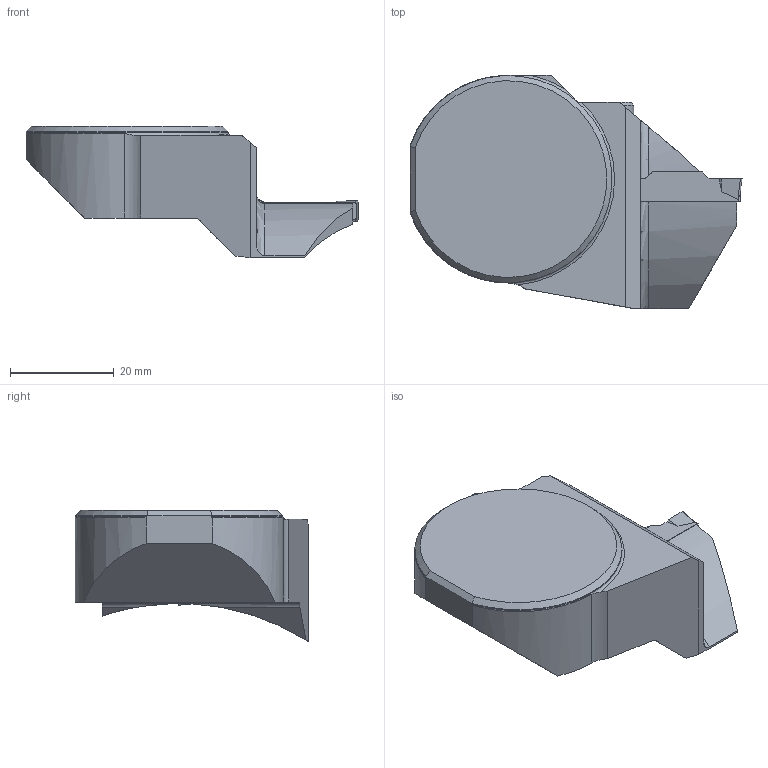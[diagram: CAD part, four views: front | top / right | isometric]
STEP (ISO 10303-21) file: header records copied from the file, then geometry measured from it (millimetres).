
FILE_DESCRIPTION(/* description */ (''),/* implementation_level */ '2;1');
FILE_NAME(/* name */ 'TOOLASSEMBLY_1.STP',/* time_stamp */ '2023-04-25T12:46:42+02:00',/* author */ (''),/* organization */ ('SMS'),/* preprocessor_version */ 'ST-DEVELOPER v16.7',/* originating_system */ 'SIEMENS PLM Software NX 12.0',/* authorisation */ '');
FILE_SCHEMA (('AUTOMOTIVE_DESIGN { 1 0 10303 214 3 1 1 1 }'));
Length unit declared in the file: millimetre
Products named in the file (4): ASSEMBLY_CONSTRUCTION; CUT_20230425124543; NOCUT_20230425124413; TOOLASSEMBLY_1
Assembly tree (3 placements, depth 2):
  TOOLASSEMBLY_1
    NOCUT_20230425124413
    CUT_20230425124543
    ASSEMBLY_CONSTRUCTION
Bounding box: 64.1 x 45.05 x 25.35 mm (x, y, z)
Volume: 28518 mm3; surface area: 7163.4 mm2
Topology: 2 solids, 2 shells, 77 faces, 214 edges, 147 vertices
Faces by surface type: plane 48, cylinder 17, cone 5, extrusion 4, torus 3
Entity records: 3709 total; most frequent: CARTESIAN_POINT 1575, ORIENTED_EDGE 424, DIRECTION 410, EDGE_CURVE 212, AXIS2_PLACEMENT_3D 141, VERTEX_POINT 140, VECTOR 128, LINE 124
